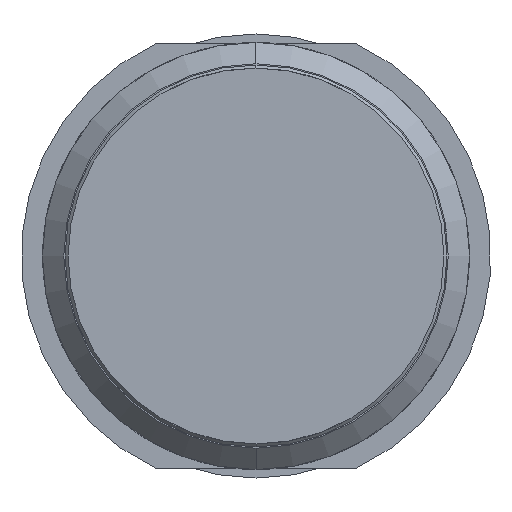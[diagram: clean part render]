
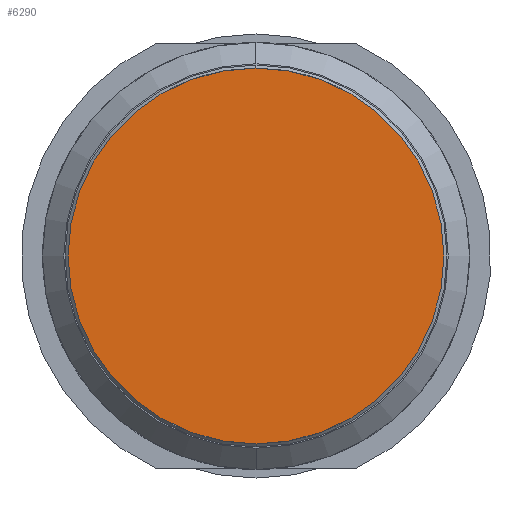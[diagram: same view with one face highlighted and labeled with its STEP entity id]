
A CAD part, front view. The second image highlights one B-rep face of the part: STEP entity #6290.
In plain terms, the highlighted planar face has unit normal (0, -1, 0).
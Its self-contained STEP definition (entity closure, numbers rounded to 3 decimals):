
#79 = DIRECTION ( 'NONE',  ( 1., 0., 0. ) ) ;
#417 = ORIENTED_EDGE ( 'NONE', *, *, #5895, .T. ) ;
#1459 = VERTEX_POINT ( 'NONE', #1670 ) ;
#1574 = CARTESIAN_POINT ( 'NONE',  ( 0., 0., 0. ) ) ;
#1670 = CARTESIAN_POINT ( 'NONE',  ( -2.2, 0., 0. ) ) ;
#1687 = CARTESIAN_POINT ( 'NONE',  ( 0., 0., 0. ) ) ;
#1927 = AXIS2_PLACEMENT_3D ( 'NONE', #1687, #6129, #3562 ) ;
#2482 = AXIS2_PLACEMENT_3D ( 'NONE', #1574, #5574, #2574 ) ;
#2509 = VERTEX_POINT ( 'NONE', #3202 ) ;
#2574 = DIRECTION ( 'NONE',  ( -1., 0., 0. ) ) ;
#2804 = ORIENTED_EDGE ( 'NONE', *, *, #4148, .T. ) ;
#3055 = DIRECTION ( 'NONE',  ( 0., 1., 0. ) ) ;
#3077 = CARTESIAN_POINT ( 'NONE',  ( 0., 0., -1.9 ) ) ;
#3202 = CARTESIAN_POINT ( 'NONE',  ( 2.2, 0., 0. ) ) ;
#3261 = CIRCLE ( 'NONE', #1927, 2.2 ) ;
#3562 = DIRECTION ( 'NONE',  ( -1., 0., 0. ) ) ;
#4148 = EDGE_CURVE ( 'Defeature ausgef�hrt2_15+Defeature ausgef�hrt2_22+Defeature ausgef�hrt2_22+Defeature ausgef�hrt2_22', #2509, #1459, #5965, .T. ) ;
#4321 = EDGE_LOOP ( 'NONE', ( #417, #2804 ) ) ;
#4327 = FACE_OUTER_BOUND ( 'NONE', #4321, .T. ) ;
#4842 = AXIS2_PLACEMENT_3D ( 'NONE', #3077, #3055, #79 ) ;
#5003 = PLANE ( 'NONE',  #4842 ) ;
#5574 = DIRECTION ( 'NONE',  ( 0., -1., 0. ) ) ;
#5895 = EDGE_CURVE ( 'Defeature ausgef�hrt2_15+Defeature ausgef�hrt2_22+Defeature ausgef�hrt2_22+Defeature ausgef�hrt2_22', #1459, #2509, #3261, .T. ) ;
#5965 = CIRCLE ( 'NONE', #2482, 2.2 ) ;
#6129 = DIRECTION ( 'NONE',  ( 0., -1., 0. ) ) ;
#6290 = ADVANCED_FACE ( 'Defeature ausgef�hrt2_15', ( #4327 ), #5003, .F. ) ;
